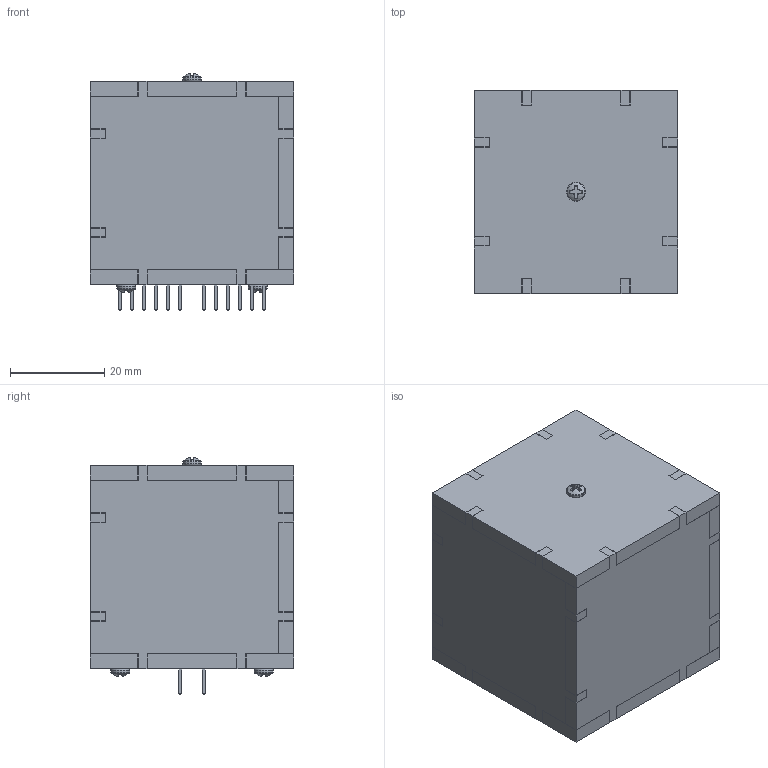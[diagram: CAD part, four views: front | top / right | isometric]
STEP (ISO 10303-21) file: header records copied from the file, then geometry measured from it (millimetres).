
FILE_DESCRIPTION(/* description */ (''),/* implementation_level */ '2;1');
FILE_NAME(/* name */ 'assembly v7.step',/* time_stamp */ '2022-08-26T18:04:24-07:00',/* author */ (''),/* organization */ (''),/* preprocessor_version */ 'ST-DEVELOPER v19',/* originating_system */ 'Autodesk Translation Framework v11.7.0.108',/* authorisation */ '');
FILE_SCHEMA (('AUTOMOTIVE_DESIGN { 1 0 10303 214 3 1 1 }'));
Length unit declared in the file: millimetre
Products named in the file (20): assembly; Bottom; Side; Top; companion-top; PinHeader_1x03_P2.54mm_Vertical; SOLID; LED_WS2812B_PLCC4_5.0x5.0mm_P3.2mm; SOLID (1); COMPOUND; 92000A015_Passivated 18-8 Stainless Steel Pan Head Phillips Screws; standoff; companion; PinHeader_1x06_P2.54mm_Vertical; SOLID_1; SOIJ-8_5.3x5.3mm_P1.27mm; SOLID (1)_1; LED_WS2812B_PLCC4_5.0x5.0mm_P3.2mm_1; SOLID (2); COMPOUND_1
Assembly tree (40 placements, depth 4):
  assembly
    Bottom
    Side  x4
    Top
    companion-top
      PinHeader_1x03_P2.54mm_Vertical
        SOLID
      LED_WS2812B_PLCC4_5.0x5.0mm_P3.2mm  x6
        SOLID (1)
      COMPOUND
    92000A015_Passivated 18-8 Stainless Steel Pan Head Phillips Screws  x4
    standoff
    companion
      PinHeader_1x06_P2.54mm_Vertical  x4
        SOLID_1
      SOIJ-8_5.3x5.3mm_P1.27mm
        SOLID (1)_1
      LED_WS2812B_PLCC4_5.0x5.0mm_P3.2mm_1  x8
        SOLID (2)
      COMPOUND_1
Bounding box: 43.18 x 43.18 x 50.2 mm (x, y, z)
Volume: 34853.7 mm3; surface area: 31601.4 mm2
Topology: 33 solids, 33 shells, 2344 faces, 6295 edges, 4038 vertices
Faces by surface type: plane 1735, cylinder 547, cone 38, bspline 12, torus 8, sphere 4
Full cylindrical faces by diameter (mm): 0.6 x1, 1 x27, 1.48 x76, 2 x79, 2.5 x1, 3.175 x1, 3.333 x14, 4 x4, 5 x1, 30.48 x1
Entity records: 27966 total; most frequent: CARTESIAN_POINT 8035, ORIENTED_EDGE 3956, DIRECTION 3757, EDGE_CURVE 1978, LINE 1621, VECTOR 1621, VERTEX_POINT 1266, AXIS2_PLACEMENT_3D 1068
